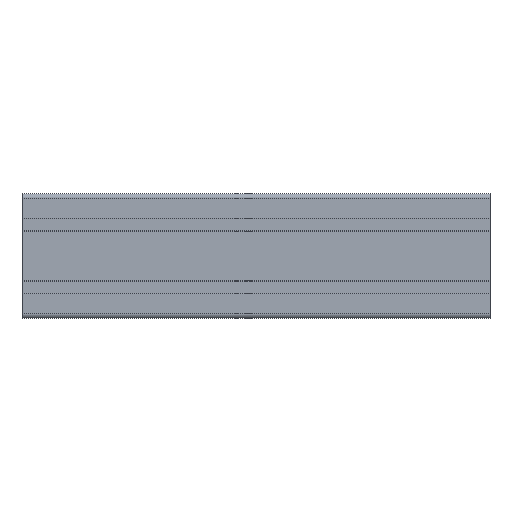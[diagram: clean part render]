
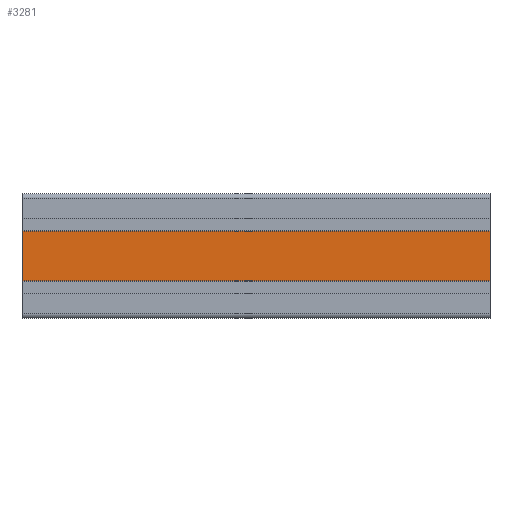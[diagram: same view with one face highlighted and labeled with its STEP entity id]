
A CAD part, left-side view. The second image highlights one B-rep face of the part: STEP entity #3281.
In plain terms, the highlighted face is planar.
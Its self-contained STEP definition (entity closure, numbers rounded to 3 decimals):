
#139 = DIRECTION ( 'NONE',  ( 1., 0., 0. ) ) ;
#140 = DIRECTION ( 'NONE',  ( 0., 0., -1. ) ) ;
#150 = FACE_OUTER_BOUND ( 'NONE', #2520, .T. ) ;
#151 = PLANE ( 'NONE',  #915 ) ;
#152 = CARTESIAN_POINT ( 'NONE',  ( 20., -15.9, -300. ) ) ;
#367 = CARTESIAN_POINT ( 'NONE',  ( 20., -15.9, 0. ) ) ;
#384 = CARTESIAN_POINT ( 'NONE',  ( 20., 15.9, 0. ) ) ;
#398 = CARTESIAN_POINT ( 'NONE',  ( 20., 15.9, -300. ) ) ;
#399 = CARTESIAN_POINT ( 'NONE',  ( 20., -15.9, -300. ) ) ;
#725 = DIRECTION ( 'NONE',  ( 0., 0., 1. ) ) ;
#726 = LINE ( 'NONE', #728, #1355 ) ;
#728 = CARTESIAN_POINT ( 'NONE',  ( 20., 15.9, -300. ) ) ;
#915 = AXIS2_PLACEMENT_3D ( 'NONE', #152, #139, #140 ) ;
#1023 = ORIENTED_EDGE ( 'NONE', *, *, #3580, .T. ) ;
#1067 = ORIENTED_EDGE ( 'NONE', *, *, #3576, .T. ) ;
#1111 = ORIENTED_EDGE ( 'NONE', *, *, #3589, .F. ) ;
#1173 = ORIENTED_EDGE ( 'NONE', *, *, #3581, .F. ) ;
#1339 = VECTOR ( 'NONE', #3886, 1000. ) ;
#1350 = VECTOR ( 'NONE', #3752, 1000. ) ;
#1355 = VECTOR ( 'NONE', #725, 1000. ) ;
#1363 = VECTOR ( 'NONE', #3771, 1000. ) ;
#2520 = EDGE_LOOP ( 'NONE', ( #1111, #1173, #1023, #1067 ) ) ;
#3143 = VERTEX_POINT ( 'NONE', #367 ) ;
#3146 = VERTEX_POINT ( 'NONE', #384 ) ;
#3167 = VERTEX_POINT ( 'NONE', #399 ) ;
#3174 = VERTEX_POINT ( 'NONE', #398 ) ;
#3281 = ADVANCED_FACE ( 'PLANAR_32', ( #150 ), #151, .T. ) ;
#3576 = EDGE_CURVE ( 'NONE', #3174, #3146, #726, .T. ) ;
#3580 = EDGE_CURVE ( 'NONE', #3167, #3174, #3884, .T. ) ;
#3581 = EDGE_CURVE ( 'NONE', #3167, #3143, #3750, .T. ) ;
#3589 = EDGE_CURVE ( 'NONE', #3143, #3146, #3761, .T. ) ;
#3750 = LINE ( 'NONE', #3751, #1350 ) ;
#3751 = CARTESIAN_POINT ( 'NONE',  ( 20., -15.9, -300. ) ) ;
#3752 = DIRECTION ( 'NONE',  ( 0., 0., 1. ) ) ;
#3761 = LINE ( 'NONE', #3776, #1363 ) ;
#3771 = DIRECTION ( 'NONE',  ( 0., 1., 0. ) ) ;
#3776 = CARTESIAN_POINT ( 'NONE',  ( 20., -15.9, 0. ) ) ;
#3884 = LINE ( 'NONE', #3885, #1339 ) ;
#3885 = CARTESIAN_POINT ( 'NONE',  ( 20., -15.9, -300. ) ) ;
#3886 = DIRECTION ( 'NONE',  ( 0., 1., 0. ) ) ;
